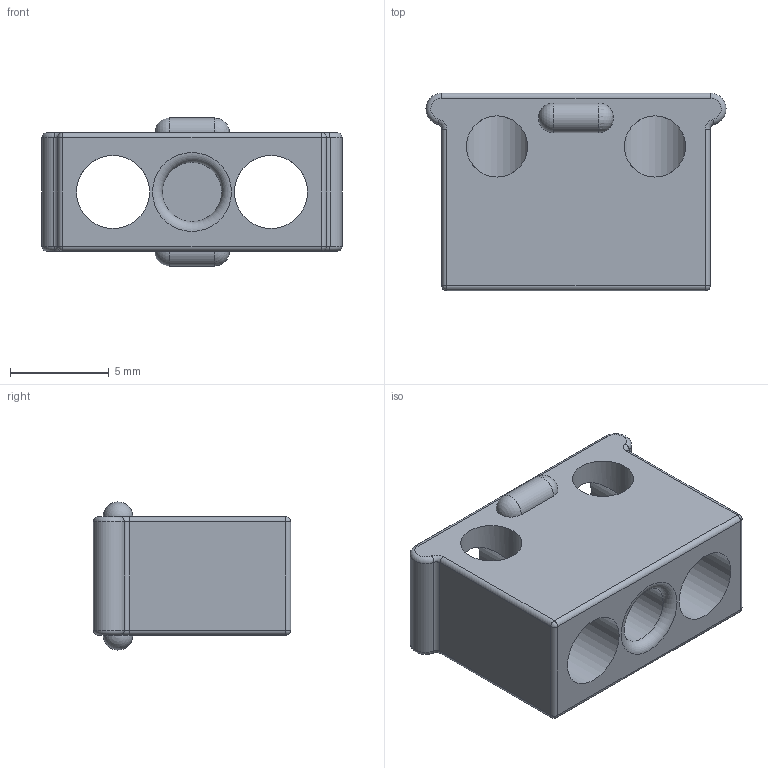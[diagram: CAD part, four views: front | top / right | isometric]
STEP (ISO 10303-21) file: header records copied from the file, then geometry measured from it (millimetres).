
FILE_DESCRIPTION(/* description */ ('STEP AP242','CAx-IF Rec.Pracs.---Representation and Presentation of Product Manufacturing Information (PMI)---4.0---2014-10-13','CAx-IF Rec.Pracs.---3D Tessellated Geometry---0.4---2014-09-14','2;1'),/* implementation_level */ '2;1');
FILE_NAME(/* name */ '68b548639fb63f85068382ed',/* time_stamp */ '2025-09-01T07:16:52Z',/* author */ (''),/* organization */ (''),/* preprocessor_version */ 'ST-DEVELOPER v20',/* originating_system */ 'ONSHAPE BY PTC INC, 1.203',/* authorisation */ ' ');
FILE_SCHEMA (('AP242_MANAGED_MODEL_BASED_3D_ENGINEERING_MIM_LF { 1 0 10303 442 1 1 4 }'));
Length unit declared in the file: metre
Products named in the file (1): dual_socket_housing
Bounding box: 15.2 x 10 x 7.5 mm (x, y, z)
Volume: 568.6 mm3; surface area: 788 mm2
Topology: 1 solids, 1 shells, 45 faces, 110 edges, 60 vertices
Faces by surface type: cylinder 21, torus 9, sphere 8, plane 7
Full cylindrical faces by diameter (mm): 3 x1, 3.1 x2, 3.7 x2
Entity records: 1246 total; most frequent: DIRECTION 236, CARTESIAN_POINT 226, ORIENTED_EDGE 178, AXIS2_PLACEMENT_3D 103, EDGE_CURVE 89, EDGE_LOOP 62, FACE_BOUND 62, CIRCLE 57
